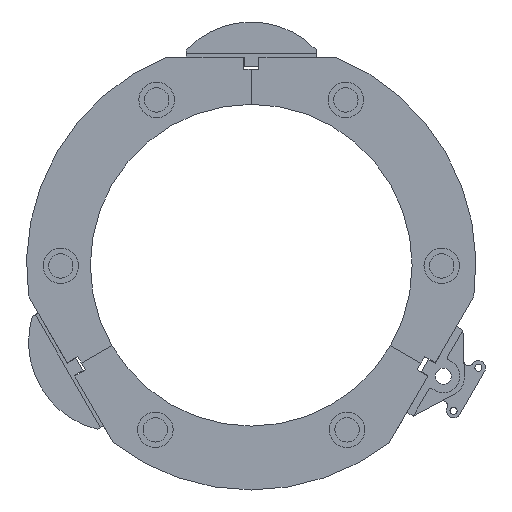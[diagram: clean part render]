
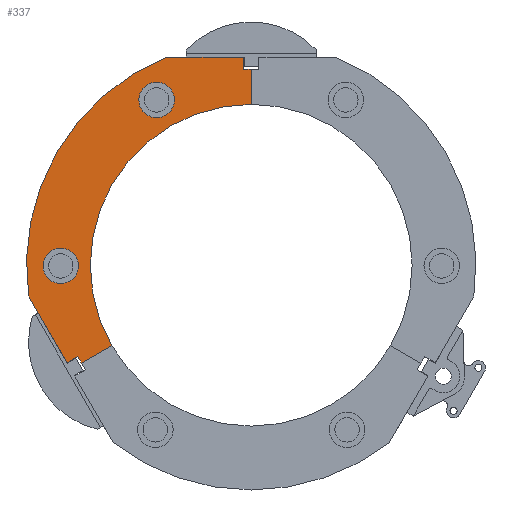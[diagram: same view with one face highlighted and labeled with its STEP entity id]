
A CAD part, left-side view. The second image highlights one B-rep face of the part: STEP entity #337.
In plain terms, the highlighted planar face has unit normal (-1, 0, 0).
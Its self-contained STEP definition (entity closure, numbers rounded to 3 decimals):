
#337=ADVANCED_FACE('',(#938,#939,#940),#440,.F.);
#440=PLANE('',#2411);
#557=LINE('',#3417,#765);
#563=LINE('',#3431,#771);
#565=LINE('',#3435,#773);
#569=LINE('',#3443,#777);
#572=LINE('',#3449,#780);
#575=LINE('',#3455,#783);
#580=LINE('',#3469,#788);
#581=LINE('',#3470,#789);
#765=VECTOR('',#2796,1.);
#771=VECTOR('',#2808,1.);
#773=VECTOR('',#2812,1.);
#777=VECTOR('',#2818,1.);
#780=VECTOR('',#2823,1.);
#783=VECTOR('',#2828,1.);
#788=VECTOR('',#2843,1.);
#789=VECTOR('',#2844,1.);
#938=FACE_BOUND('',#1048,.T.);
#939=FACE_BOUND('',#1049,.T.);
#940=FACE_BOUND('',#1050,.T.);
#1048=EDGE_LOOP('',(#1397));
#1049=EDGE_LOOP('',(#1398));
#1050=EDGE_LOOP('',(#1399,#1400,#1401,#1402,#1403,#1404,#1405,#1406,#1407,
#1408));
#1397=ORIENTED_EDGE('',*,*,#2035,.T.);
#1398=ORIENTED_EDGE('',*,*,#2034,.T.);
#1399=ORIENTED_EDGE('',*,*,#2056,.T.);
#1400=ORIENTED_EDGE('',*,*,#2063,.T.);
#1401=ORIENTED_EDGE('',*,*,#2062,.T.);
#1402=ORIENTED_EDGE('',*,*,#2064,.F.);
#1403=ORIENTED_EDGE('',*,*,#2053,.T.);
#1404=ORIENTED_EDGE('',*,*,#2046,.T.);
#1405=ORIENTED_EDGE('',*,*,#2037,.T.);
#1406=ORIENTED_EDGE('',*,*,#2033,.F.);
#1407=ORIENTED_EDGE('',*,*,#2044,.T.);
#1408=ORIENTED_EDGE('',*,*,#2050,.T.);
#1795=VERTEX_POINT('',#3404);
#1796=VERTEX_POINT('',#3406);
#1797=VERTEX_POINT('',#3410);
#1798=VERTEX_POINT('',#3413);
#1800=VERTEX_POINT('',#3418);
#1804=VERTEX_POINT('',#3430);
#1806=VERTEX_POINT('',#3436);
#1808=VERTEX_POINT('',#3442);
#1809=VERTEX_POINT('',#3446);
#1812=VERTEX_POINT('',#3454);
#1815=VERTEX_POINT('',#3464);
#1816=VERTEX_POINT('',#3466);
#2033=EDGE_CURVE('',#1796,#1795,#2253,.T.);
#2034=EDGE_CURVE('',#1797,#1797,#2254,.T.);
#2035=EDGE_CURVE('',#1798,#1798,#2255,.T.);
#2037=EDGE_CURVE('',#1800,#1795,#557,.T.);
#2044=EDGE_CURVE('',#1796,#1804,#563,.T.);
#2046=EDGE_CURVE('',#1806,#1800,#565,.T.);
#2050=EDGE_CURVE('',#1804,#1808,#569,.T.);
#2053=EDGE_CURVE('',#1809,#1806,#572,.T.);
#2056=EDGE_CURVE('',#1808,#1812,#575,.T.);
#2062=EDGE_CURVE('',#1815,#1816,#2258,.T.);
#2063=EDGE_CURVE('',#1812,#1815,#580,.T.);
#2064=EDGE_CURVE('',#1809,#1816,#581,.T.);
#2253=CIRCLE('',#2393,95.);
#2254=CIRCLE('',#2395,7.5);
#2255=CIRCLE('',#2397,7.5);
#2258=CIRCLE('',#2409,68.);
#2393=AXIS2_PLACEMENT_3D('',#3407,#2783,#2784);
#2395=AXIS2_PLACEMENT_3D('',#3409,#2787,#2788);
#2397=AXIS2_PLACEMENT_3D('',#3412,#2791,#2792);
#2409=AXIS2_PLACEMENT_3D('',#3467,#2839,#2840);
#2411=AXIS2_PLACEMENT_3D('',#3471,#2845,#2846);
#2783=DIRECTION('',(1.,0.,0.));
#2784=DIRECTION('',(0.,1.,0.));
#2787=DIRECTION('',(1.,0.,0.));
#2788=DIRECTION('',(0.,1.,0.));
#2791=DIRECTION('',(1.,0.,0.));
#2792=DIRECTION('',(0.,0.5,0.866));
#2796=DIRECTION('',(0.,1.,0.));
#2808=DIRECTION('',(0.,-0.5,-0.866));
#2812=DIRECTION('',(0.,0.,1.));
#2818=DIRECTION('',(0.,-0.866,0.5));
#2823=DIRECTION('',(0.,1.,0.));
#2828=DIRECTION('',(0.,-0.5,-0.866));
#2839=DIRECTION('',(1.,0.,0.));
#2840=DIRECTION('',(0.,1.,0.));
#2843=DIRECTION('',(0.,-0.866,0.5));
#2844=DIRECTION('',(0.,0.,-1.));
#2845=DIRECTION('',(1.,0.,0.));
#2846=DIRECTION('',(0.,0.,-1.));
#3404=CARTESIAN_POINT('',(-9.5,35.791,88.));
#3406=CARTESIAN_POINT('',(-9.5,94.106,-13.004));
#3407=CARTESIAN_POINT('',(-9.5,0.,0.));
#3409=CARTESIAN_POINT('',(-9.5,40.,69.859));
#3410=CARTESIAN_POINT('',(-9.5,47.5,69.859));
#3412=CARTESIAN_POINT('',(-9.5,80.499,-0.288));
#3413=CARTESIAN_POINT('',(-9.5,84.249,6.207));
#3417=CARTESIAN_POINT('',(-9.5,0.,88.));
#3418=CARTESIAN_POINT('',(-9.5,3.25,88.));
#3430=CARTESIAN_POINT('',(-9.5,77.835,-41.185));
#3431=CARTESIAN_POINT('',(-9.5,76.21,-44.));
#3435=CARTESIAN_POINT('',(-9.5,3.25,0.));
#3436=CARTESIAN_POINT('',(-9.5,3.25,82.8));
#3442=CARTESIAN_POINT('',(-9.5,73.332,-38.585));
#3443=CARTESIAN_POINT('',(-9.5,1.625,2.815));
#3446=CARTESIAN_POINT('',(-9.5,0.,82.8));
#3449=CARTESIAN_POINT('',(-9.5,0.,82.8));
#3454=CARTESIAN_POINT('',(-9.5,71.707,-41.4));
#3455=CARTESIAN_POINT('',(-9.5,71.707,-41.4));
#3464=CARTESIAN_POINT('',(-9.5,58.89,-34.));
#3466=CARTESIAN_POINT('',(-9.5,0.,68.));
#3467=CARTESIAN_POINT('',(-9.5,0.,0.));
#3469=CARTESIAN_POINT('',(-9.5,87.469,-50.5));
#3470=CARTESIAN_POINT('',(-9.5,0.,100.4));
#3471=CARTESIAN_POINT('',(-9.5,0.,0.));
